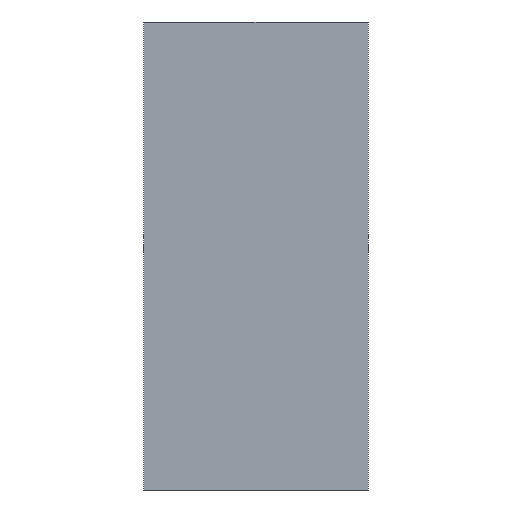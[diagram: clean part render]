
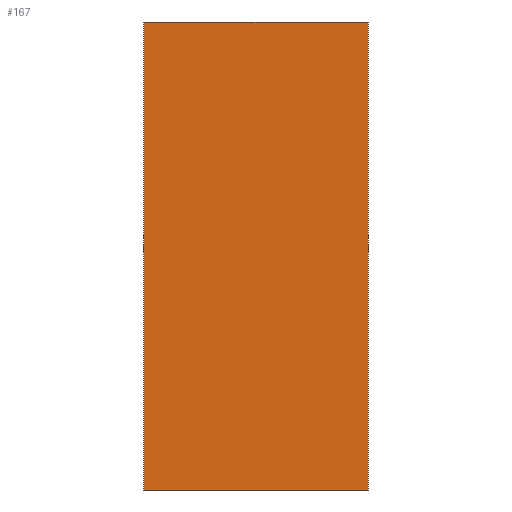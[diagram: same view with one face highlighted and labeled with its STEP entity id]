
A CAD part, front view. The second image highlights one B-rep face of the part: STEP entity #167.
In plain terms, the highlighted planar face has unit normal (0, -1, 0).
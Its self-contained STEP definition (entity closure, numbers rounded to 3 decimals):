
#2 = EDGE_CURVE ( 'NONE', #115, #185, #78, .T. ) ;
#4 = CARTESIAN_POINT ( 'NONE',  ( 0., 0., 0. ) ) ;
#6 = FACE_OUTER_BOUND ( 'NONE', #226, .T. ) ;
#12 = ORIENTED_EDGE ( 'NONE', *, *, #52, .T. ) ;
#21 = DIRECTION ( 'NONE',  ( -1., 0., 0. ) ) ;
#30 = VECTOR ( 'NONE', #83, 1000. ) ;
#31 = LINE ( 'NONE', #236, #50 ) ;
#49 = CARTESIAN_POINT ( 'NONE',  ( 24., 0., 50. ) ) ;
#50 = VECTOR ( 'NONE', #128, 1000. ) ;
#52 = EDGE_CURVE ( 'NONE', #81, #120, #147, .T. ) ;
#64 = VECTOR ( 'NONE', #145, 1000. ) ;
#67 = CARTESIAN_POINT ( 'NONE',  ( 0., 0., 0. ) ) ;
#71 = EDGE_CURVE ( 'NONE', #185, #120, #144, .T. ) ;
#75 = VECTOR ( 'NONE', #192, 1000. ) ;
#78 = LINE ( 'NONE', #242, #30 ) ;
#81 = VERTEX_POINT ( 'NONE', #4 ) ;
#83 = DIRECTION ( 'NONE',  ( 1., 0., 0. ) ) ;
#100 = ORIENTED_EDGE ( 'NONE', *, *, #2, .F. ) ;
#115 = VERTEX_POINT ( 'NONE', #171 ) ;
#120 = VERTEX_POINT ( 'NONE', #251 ) ;
#121 = DIRECTION ( 'NONE',  ( 0., 1., 0. ) ) ;
#128 = DIRECTION ( 'NONE',  ( 0., 0., -1. ) ) ;
#144 = LINE ( 'NONE', #49, #64 ) ;
#145 = DIRECTION ( 'NONE',  ( 0., 0., -1. ) ) ;
#147 = LINE ( 'NONE', #67, #75 ) ;
#167 = ADVANCED_FACE ( 'NONE', ( #6 ), #173, .F. ) ;
#171 = CARTESIAN_POINT ( 'NONE',  ( 0., 0., 50. ) ) ;
#173 = PLANE ( 'NONE',  #207 ) ;
#179 = ORIENTED_EDGE ( 'NONE', *, *, #71, .F. ) ;
#185 = VERTEX_POINT ( 'NONE', #187 ) ;
#187 = CARTESIAN_POINT ( 'NONE',  ( 24., 0., 50. ) ) ;
#192 = DIRECTION ( 'NONE',  ( 1., 0., 0. ) ) ;
#207 = AXIS2_PLACEMENT_3D ( 'NONE', #233, #121, #21 ) ;
#225 = ORIENTED_EDGE ( 'NONE', *, *, #235, .T. ) ;
#226 = EDGE_LOOP ( 'NONE', ( #12, #179, #100, #225 ) ) ;
#233 = CARTESIAN_POINT ( 'NONE',  ( 0., 0., 50. ) ) ;
#235 = EDGE_CURVE ( 'NONE', #115, #81, #31, .T. ) ;
#236 = CARTESIAN_POINT ( 'NONE',  ( 0., 0., 50. ) ) ;
#242 = CARTESIAN_POINT ( 'NONE',  ( 0., 0., 50. ) ) ;
#251 = CARTESIAN_POINT ( 'NONE',  ( 24., 0., 0. ) ) ;
